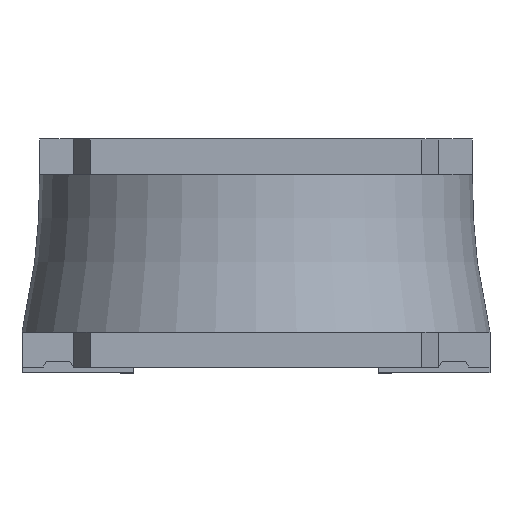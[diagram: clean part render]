
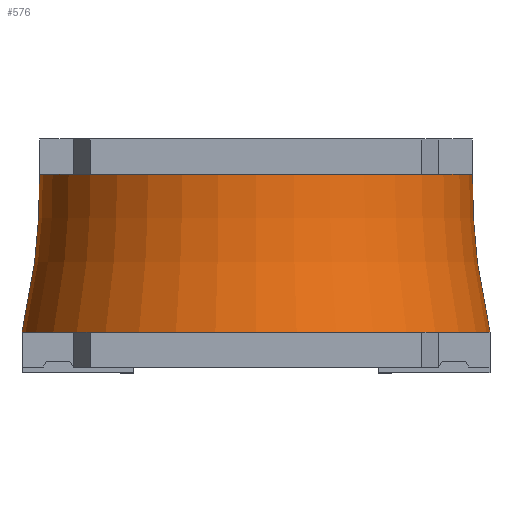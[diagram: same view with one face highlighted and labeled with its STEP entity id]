
A CAD part, left-side view. The second image highlights one B-rep face of the part: STEP entity #576.
In plain terms, the highlighted toroidal (fillet/blend) face has major radius 7.349 mm and minor radius 5.5 mm.
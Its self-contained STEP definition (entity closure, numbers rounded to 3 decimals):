
#576 = ADVANCED_FACE( '', ( #1108, #1109 ), #1110, .F. );
#1108 = FACE_OUTER_BOUND( '', #1626, .T. );
#1109 = FACE_OUTER_BOUND( '', #1627, .T. );
#1110 = TOROIDAL_SURFACE( '', #1628, 7.35, 5.5 );
#1626 = EDGE_LOOP( '', ( #3149 ) );
#1627 = EDGE_LOOP( '', ( #3150 ) );
#1628 = AXIS2_PLACEMENT_3D( '', #3151, #3152, #3153 );
#3149 = ORIENTED_EDGE( '', *, *, #3570, .T. );
#3150 = ORIENTED_EDGE( '', *, *, #3513, .F. );
#3151 = CARTESIAN_POINT( '', ( 0., 0., 1.278 ) );
#3152 = DIRECTION( '', ( 0., 0., -1. ) );
#3153 = DIRECTION( '', ( -1., 0., 0. ) );
#3513 = EDGE_CURVE( '', #4228, #4228, #4229, .T. );
#3570 = EDGE_CURVE( '', #4305, #4305, #4306, .T. );
#4228 = VERTEX_POINT( '', #5667 );
#4229 = CIRCLE( '', #5668, 2. );
#4305 = VERTEX_POINT( '', #5819 );
#4306 = CIRCLE( '', #5820, 1.85 );
#5667 = CARTESIAN_POINT( '', ( -2., 0., 0. ) );
#5668 = AXIS2_PLACEMENT_3D( '', #6353, #6354, #6355 );
#5819 = CARTESIAN_POINT( '', ( -1.85, 0., 1.35 ) );
#5820 = AXIS2_PLACEMENT_3D( '', #6390, #6391, #6392 );
#6353 = CARTESIAN_POINT( '', ( 0., 0., 0. ) );
#6354 = DIRECTION( '', ( 0., 0., -1. ) );
#6355 = DIRECTION( '', ( -1., 0., 0. ) );
#6390 = CARTESIAN_POINT( '', ( 0., 0., 1.35 ) );
#6391 = DIRECTION( '', ( 0., 0., -1. ) );
#6392 = DIRECTION( '', ( -1., 0., 0. ) );
